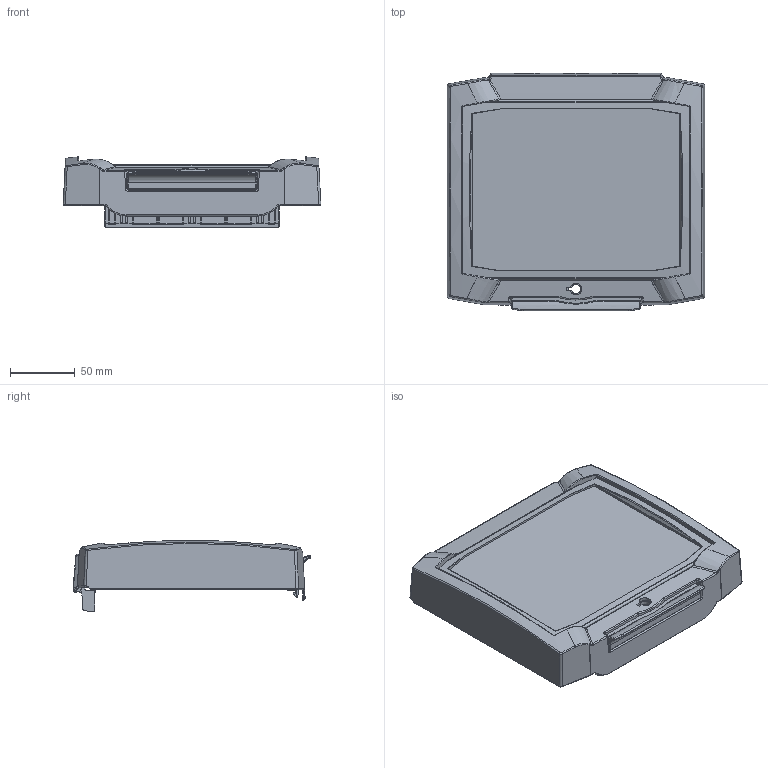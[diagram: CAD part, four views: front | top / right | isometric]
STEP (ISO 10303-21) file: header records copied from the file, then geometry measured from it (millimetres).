
FILE_DESCRIPTION(/* description */ (''),/* implementation_level */ '2;1');
FILE_NAME(/* name */ '2604127_3D.stp',/* time_stamp */ '2018-07-09T10:48:44+02:00',/* author */ ('haertel'),/* organization */ (''),/* preprocessor_version */ 'ST-DEVELOPER v16.13',/* originating_system */ 'Autodesk Inventor 2018',/* authorisation */ '');
FILE_SCHEMA (('AUTOMOTIVE_DESIGN { 1 0 10303 214 3 1 1 }'));
Products named in the file (5): 2604137_3D; PART11; PART13; PART1AAAA; 1011386_3D-test-2
Assembly tree (4 placements, depth 2):
  2604137_3D
    PART11
    PART13
    PART1AAAA
    1011386_3D-test-2
Bounding box: 199 x 183.65 x 54.67 mm (x, y, z)
Volume: 249447.4 mm3; surface area: 202664 mm2
Topology: 4 solids, 4 shells, 1751 faces, 4731 edges, 2958 vertices
Faces by surface type: plane 858, cylinder 447, bspline 291, sphere 100, cone 41, torus 14
Full cylindrical faces by diameter (mm): 2 x2, 2.15 x8
Entity records: 85712 total; most frequent: CARTESIAN_POINT 41263, ORIENTED_EDGE 9294, DIRECTION 8748, EDGE_CURVE 4647, AXIS2_PLACEMENT_3D 3022, VERTEX_POINT 2952, LINE 2704, VECTOR 2704
